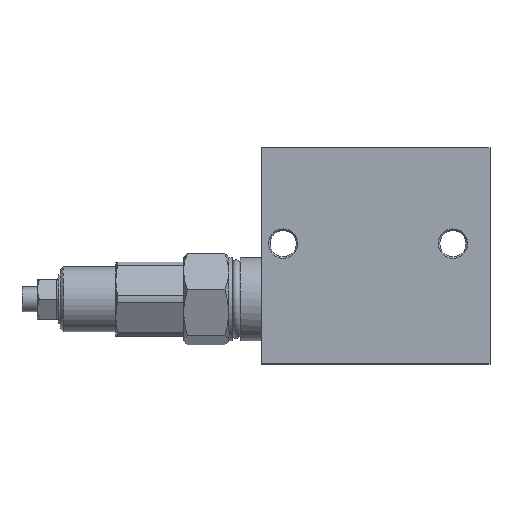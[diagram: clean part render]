
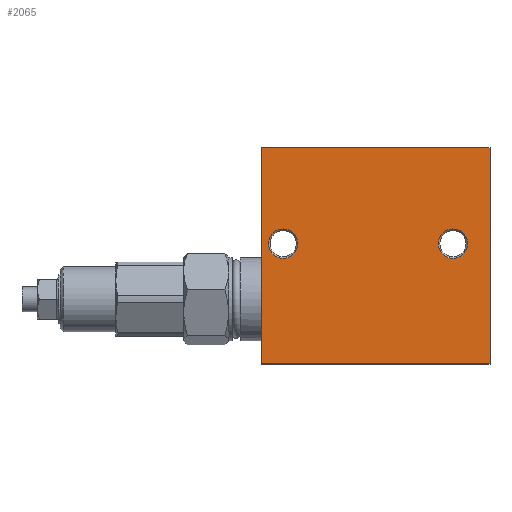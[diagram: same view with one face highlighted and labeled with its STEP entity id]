
A CAD part, top view. The second image highlights one B-rep face of the part: STEP entity #2065.
In plain terms, the highlighted planar face has unit normal (0, 0, 1).
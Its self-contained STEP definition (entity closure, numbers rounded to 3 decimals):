
#135=LINE('',#2755,#189);
#139=LINE('',#2766,#193);
#142=LINE('',#2772,#196);
#145=LINE('',#2782,#199);
#189=VECTOR('',#2342,1000.);
#193=VECTOR('',#2350,1000.);
#196=VECTOR('',#2355,1000.);
#199=VECTOR('',#2364,1000.);
#294=ORIENTED_EDGE('',*,*,#650,.F.);
#295=ORIENTED_EDGE('',*,*,#646,.F.);
#296=ORIENTED_EDGE('',*,*,#635,.F.);
#297=ORIENTED_EDGE('',*,*,#622,.F.);
#298=ORIENTED_EDGE('',*,*,#627,.F.);
#299=ORIENTED_EDGE('',*,*,#630,.F.);
#622=EDGE_CURVE('',#810,#811,#135,.T.);
#627=EDGE_CURVE('',#815,#810,#139,.T.);
#630=EDGE_CURVE('',#817,#815,#142,.T.);
#635=EDGE_CURVE('',#811,#817,#145,.T.);
#646=EDGE_CURVE('',#830,#830,#952,.T.);
#650=EDGE_CURVE('',#834,#834,#956,.T.);
#810=VERTEX_POINT('',#2756);
#811=VERTEX_POINT('',#2757);
#815=VERTEX_POINT('',#2767);
#817=VERTEX_POINT('',#2773);
#830=VERTEX_POINT('',#2817);
#834=VERTEX_POINT('',#2828);
#952=CIRCLE('',#2184,4.75);
#956=CIRCLE('',#2191,4.75);
#1050=EDGE_LOOP('',(#294));
#1051=EDGE_LOOP('',(#295));
#1052=EDGE_LOOP('',(#296,#297,#298,#299));
#1192=FACE_BOUND('',#1050,.T.);
#1193=FACE_BOUND('',#1051,.T.);
#1194=FACE_BOUND('',#1052,.T.);
#1306=PLANE('',#2190);
#2065=ADVANCED_FACE('',(#1192,#1193,#1194),#1306,.T.);
#2184=AXIS2_PLACEMENT_3D('',#2816,#2412,#2413);
#2190=AXIS2_PLACEMENT_3D('',#2826,#2424,#2425);
#2191=AXIS2_PLACEMENT_3D('',#2827,#2426,#2427);
#2342=DIRECTION('',(-1.,0.,0.));
#2350=DIRECTION('',(0.,-1.,0.));
#2355=DIRECTION('',(1.,0.,0.));
#2364=DIRECTION('',(0.,1.,0.));
#2412=DIRECTION('',(0.,0.,1.));
#2413=DIRECTION('',(-1.,0.,0.));
#2424=DIRECTION('',(0.,0.,1.));
#2425=DIRECTION('',(1.,0.,0.));
#2426=DIRECTION('',(0.,0.,1.));
#2427=DIRECTION('',(-1.,0.,0.));
#2755=CARTESIAN_POINT('',(74.,0.,30.));
#2756=CARTESIAN_POINT('',(74.,0.,30.));
#2757=CARTESIAN_POINT('',(0.,0.,30.));
#2766=CARTESIAN_POINT('',(74.,70.,30.));
#2767=CARTESIAN_POINT('',(74.,70.,30.));
#2772=CARTESIAN_POINT('',(0.,70.,30.));
#2773=CARTESIAN_POINT('',(0.,70.,30.));
#2782=CARTESIAN_POINT('',(0.,0.,30.));
#2816=CARTESIAN_POINT('',(7.,39.,30.));
#2817=CARTESIAN_POINT('',(2.25,39.,30.));
#2826=CARTESIAN_POINT('',(37.,35.,30.));
#2827=CARTESIAN_POINT('',(62.,39.,30.));
#2828=CARTESIAN_POINT('',(57.25,39.,30.));
